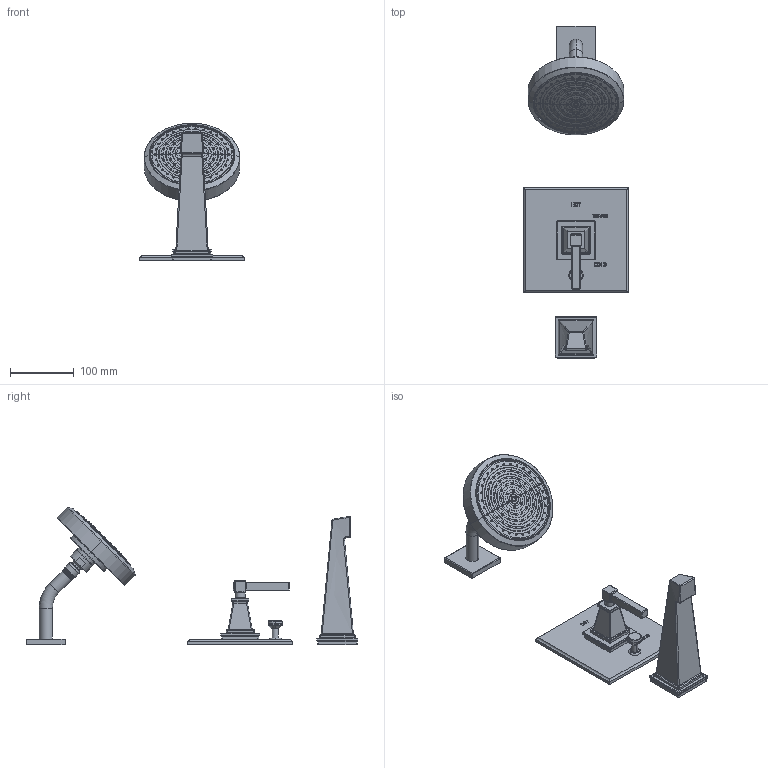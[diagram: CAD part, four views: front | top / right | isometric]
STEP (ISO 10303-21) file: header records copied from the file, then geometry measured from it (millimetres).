
FILE_DESCRIPTION((''),'2;1');
FILE_NAME('3-3142BP','2021-06-01T15:20:48',('jinson.thomas'),(''),'CREO PARAMETRIC BY PTC INC, 2018400','CREO PARAMETRIC BY PTC INC, 2018400','');
FILE_SCHEMA(('CONFIG_CONTROL_DESIGN'));
Products named in the file (1): 3-3142BP
Bounding box: 165.1 x 520.7 x 215.54 mm (x, y, z)
Volume: 1284317.7 mm3; surface area: 189800.3 mm2
Topology: 3 solids, 3 shells, 1434 faces, 3601 edges, 2326 vertices
Faces by surface type: cylinder 359, plane 288, torus 255, cone 195, bspline 145, sphere 128, extrusion 64
Entity records: 52696 total; most frequent: CARTESIAN_POINT 19621, ORIENTED_EDGE 7194, DIRECTION 6457, EDGE_CURVE 3597, AXIS2_PLACEMENT_3D 2582, VERTEX_POINT 2326, EDGE_LOOP 1591, FACE_OUTER_BOUND 1434
